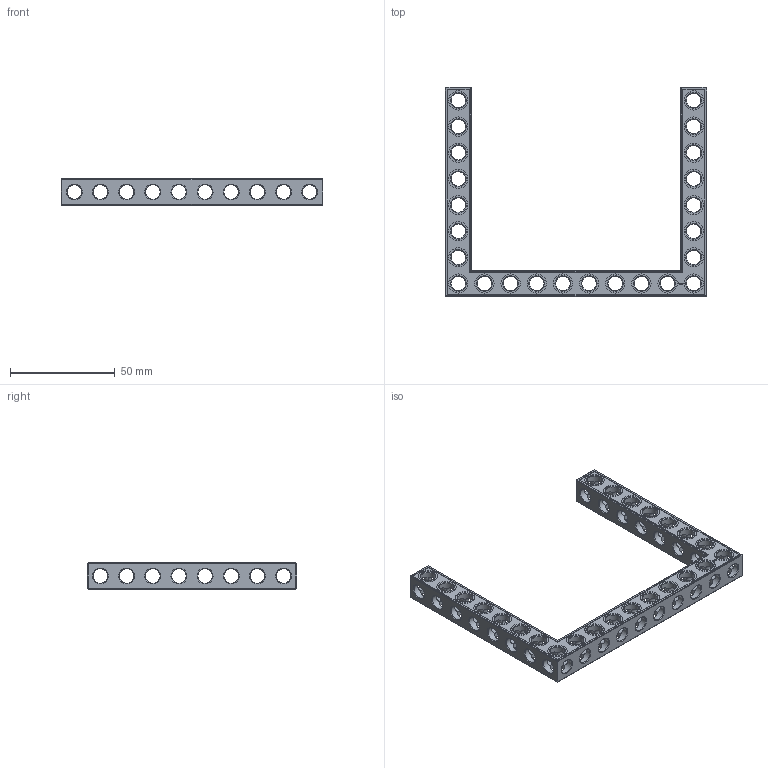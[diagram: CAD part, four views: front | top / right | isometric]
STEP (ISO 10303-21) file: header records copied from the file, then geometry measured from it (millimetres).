
FILE_DESCRIPTION(('FreeCAD Model'),'2;1');
FILE_NAME('Open CASCADE Shape Model','2022-02-25T16:30:44',('Author'),( ''),'Open CASCADE STEP processor 7.5','FreeCAD','Unknown');
FILE_SCHEMA(('AUTOMOTIVE_DESIGN { 1 0 10303 214 1 1 1 1 }'));
Products named in the file (1): Beam AGD ESS USH SYM BU10x08x01 - SPN-BEM-0448 (stemfie.org)
Bounding box: 125 x 100 x 12.5 mm (x, y, z)
Volume: 23448.8 mm3; surface area: 21018 mm2
Topology: 1 solids, 1 shells, 790 faces, 2342 edges, 1518 vertices
Faces by surface type: plane 413, cylinder 145, extrusion 134, cone 98
Full cylindrical faces by diameter (mm): 6.98 x18, 7 x103, 9.2 x24
Entity records: 132100 total; most frequent: CARTESIAN_POINT 87917, DIRECTION 7248, VECTOR 4796, ORIENTED_EDGE 4684, PCURVE 4684, DEFINITIONAL_REPRESENTATION 4684, LINE 4662, EDGE_CURVE 2342
